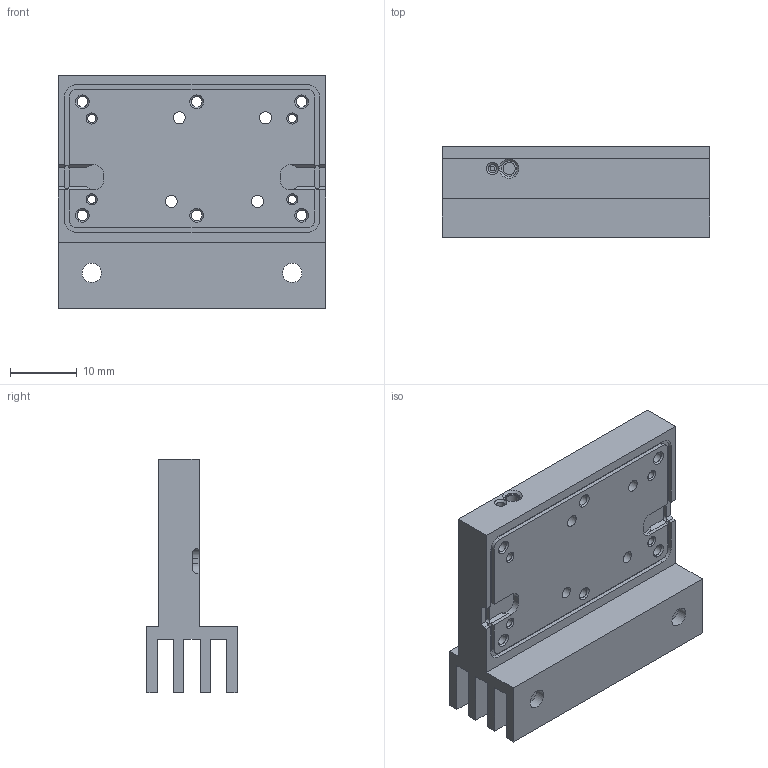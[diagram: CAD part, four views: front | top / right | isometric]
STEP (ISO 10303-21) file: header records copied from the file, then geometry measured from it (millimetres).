
FILE_DESCRIPTION (( 'STEP AP203' ), '1' );
FILE_NAME ('ÏÒÐÂ.732314.001 Êîðïóñ.STEP', '2020-11-26T07:39:55', ( 'Äìèòðèé' ), ( '' ), 'SwSTEP 2.0', 'SolidWorks 2018', '' );
FILE_SCHEMA (( 'CONFIG_CONTROL_DESIGN' ));
Length unit declared in the file: millimetre
Products named in the file (1): 玾陔.732314.001 扻豵鵨
Bounding box: 40 x 13.5 x 35 mm (x, y, z)
Volume: 6495.1 mm3; surface area: 6648.9 mm2
Topology: 1 solids, 1 shells, 212 faces, 577 edges, 370 vertices
Faces by surface type: plane 112, cylinder 66, cone 34
Full cylindrical faces by diameter (mm): 0.7 x1, 1.2 x1, 1.25 x8, 1.6 x6, 1.8 x5, 2.3 x5, 2.9 x2
Entity records: 6361 total; most frequent: DIRECTION 1094, CARTESIAN_POINT 1090, ORIENTED_EDGE 998, EDGE_CURVE 499, AXIS2_PLACEMENT_3D 390, VERTEX_POINT 354, LINE 314, VECTOR 314
